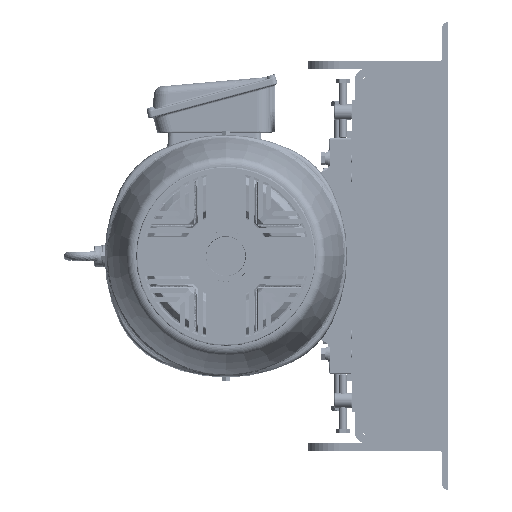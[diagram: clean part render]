
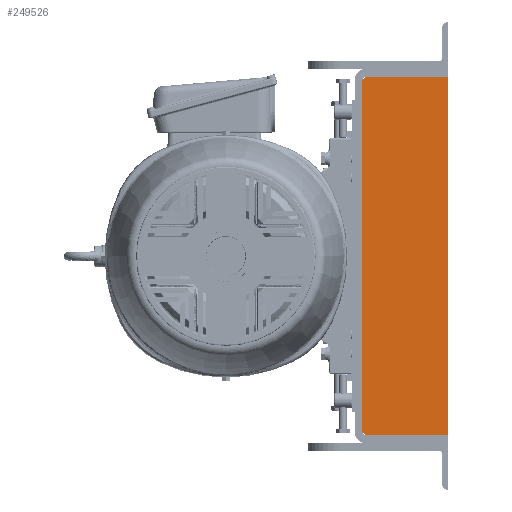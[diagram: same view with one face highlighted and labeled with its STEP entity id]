
A CAD part, left-side view. The second image highlights one B-rep face of the part: STEP entity #249526.
In plain terms, the highlighted planar face has unit normal (-1, 0, 0).
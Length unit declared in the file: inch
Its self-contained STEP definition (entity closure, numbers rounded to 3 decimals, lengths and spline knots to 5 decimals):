
#256 = EDGE_CURVE ( 'NONE', #305438, #351149, #232978, .T. ) ;
#4139 = AXIS2_PLACEMENT_3D ( 'NONE', #167786, #368992, #24637 ) ;
#6676 = VERTEX_POINT ( 'NONE', #296098 ) ;
#7443 = ORIENTED_EDGE ( 'NONE', *, *, #143762, .F. ) ;
#21192 = ORIENTED_EDGE ( 'NONE', *, *, #234543, .F. ) ;
#21264 = VERTEX_POINT ( 'NONE', #208893 ) ;
#24637 = DIRECTION ( 'NONE',  ( 0., 0., 1. ) ) ;
#32570 = FACE_OUTER_BOUND ( 'NONE', #108905, .T. ) ;
#52065 = CARTESIAN_POINT ( 'NONE',  ( 0., 5.5, -0.75 ) ) ;
#64362 = CARTESIAN_POINT ( 'NONE',  ( 0., 5.5, -0.75 ) ) ;
#84114 = DIRECTION ( 'NONE',  ( 0., 0.707, 0.707 ) ) ;
#86754 = DIRECTION ( 'NONE',  ( 0., -1., 0. ) ) ;
#104556 = ORIENTED_EDGE ( 'NONE', *, *, #256, .F. ) ;
#108905 = EDGE_LOOP ( 'NONE', ( #7443, #104556, #216745, #21192, #160461, #335111 ) ) ;
#117903 = LINE ( 'NONE', #289781, #234878 ) ;
#121198 = DIRECTION ( 'NONE',  ( 0., 0., -1. ) ) ;
#141840 = CARTESIAN_POINT ( 'NONE',  ( 0., 5.25, -23.5 ) ) ;
#143762 = EDGE_CURVE ( 'NONE', #351149, #21264, #117903, .T. ) ;
#152894 = CARTESIAN_POINT ( 'NONE',  ( 0., 5.25, -0.5 ) ) ;
#160461 = ORIENTED_EDGE ( 'NONE', *, *, #274860, .F. ) ;
#167786 = CARTESIAN_POINT ( 'NONE',  ( 0., 0., 1.03521 ) ) ;
#173776 = CARTESIAN_POINT ( 'NONE',  ( 0., 5.25, -0.5 ) ) ;
#199524 = VECTOR ( 'NONE', #84114, 39.37008 ) ;
#202562 = VECTOR ( 'NONE', #328903, 39.37008 ) ;
#206519 = DIRECTION ( 'NONE',  ( 0., 0., 1. ) ) ;
#208893 = CARTESIAN_POINT ( 'NONE',  ( 0., 0., -23.5 ) ) ;
#216745 = ORIENTED_EDGE ( 'NONE', *, *, #339726, .F. ) ;
#226705 = VERTEX_POINT ( 'NONE', #52065 ) ;
#230278 = VECTOR ( 'NONE', #206519, 39.37008 ) ;
#232978 = LINE ( 'NONE', #259176, #269021 ) ;
#234543 = EDGE_CURVE ( 'NONE', #6676, #226705, #306675, .T. ) ;
#234878 = VECTOR ( 'NONE', #121198, 39.37008 ) ;
#236256 = EDGE_CURVE ( 'NONE', #21264, #328613, #312228, .T. ) ;
#244758 = VECTOR ( 'NONE', #303182, 39.37008 ) ;
#249526 = ADVANCED_FACE ( 'NONE', ( #32570 ), #340186, .T. ) ;
#259176 = CARTESIAN_POINT ( 'NONE',  ( 0., 0., -0.5 ) ) ;
#269021 = VECTOR ( 'NONE', #86754, 39.37008 ) ;
#274860 = EDGE_CURVE ( 'NONE', #328613, #6676, #298443, .T. ) ;
#276719 = CARTESIAN_POINT ( 'NONE',  ( 0., 5.25, -23.5 ) ) ;
#289781 = CARTESIAN_POINT ( 'NONE',  ( 0., 0., -23.5 ) ) ;
#296098 = CARTESIAN_POINT ( 'NONE',  ( 0., 5.5, -23.25 ) ) ;
#298443 = LINE ( 'NONE', #340785, #199524 ) ;
#303182 = DIRECTION ( 'NONE',  ( 0., 1., 0. ) ) ;
#305438 = VERTEX_POINT ( 'NONE', #173776 ) ;
#306675 = LINE ( 'NONE', #64362, #230278 ) ;
#312228 = LINE ( 'NONE', #276719, #244758 ) ;
#328578 = LINE ( 'NONE', #152894, #202562 ) ;
#328613 = VERTEX_POINT ( 'NONE', #141840 ) ;
#328903 = DIRECTION ( 'NONE',  ( 0., -0.707, 0.707 ) ) ;
#335111 = ORIENTED_EDGE ( 'NONE', *, *, #236256, .F. ) ;
#339726 = EDGE_CURVE ( 'NONE', #226705, #305438, #328578, .T. ) ;
#340186 = PLANE ( 'NONE',  #4139 ) ;
#340785 = CARTESIAN_POINT ( 'NONE',  ( 0., 5.5, -23.25 ) ) ;
#351149 = VERTEX_POINT ( 'NONE', #359653 ) ;
#359653 = CARTESIAN_POINT ( 'NONE',  ( 0., 0., -0.5 ) ) ;
#368992 = DIRECTION ( 'NONE',  ( -1., 0., 0. ) ) ;
